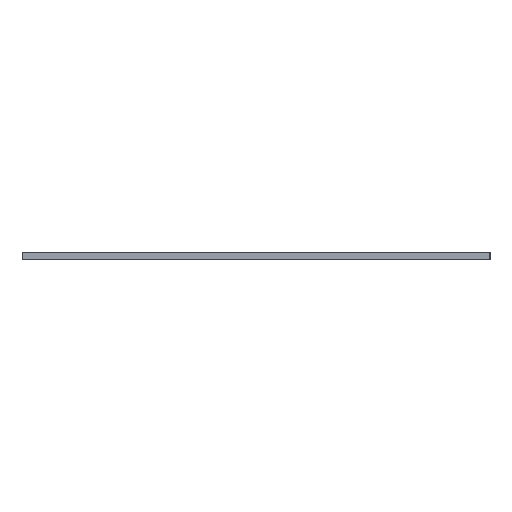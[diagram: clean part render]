
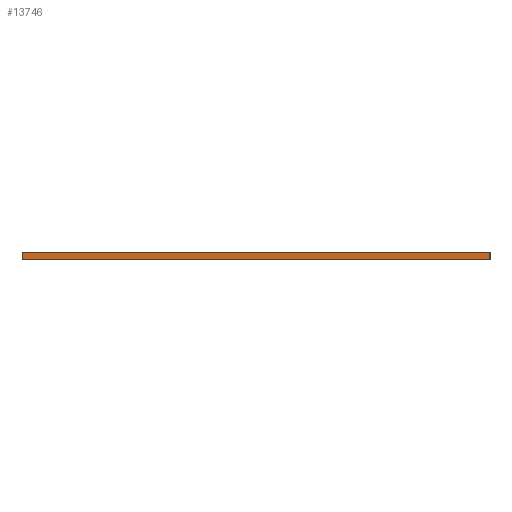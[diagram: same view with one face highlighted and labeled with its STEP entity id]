
A CAD part, left-side view. The second image highlights one B-rep face of the part: STEP entity #13746.
In plain terms, the highlighted planar face has unit normal (-1, 0, 0).
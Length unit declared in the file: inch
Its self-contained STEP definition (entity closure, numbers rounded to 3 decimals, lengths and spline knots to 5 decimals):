
#1453 = CARTESIAN_POINT ( 'NONE',  ( 2.6378, -7.3622, 0. ) ) ;
#2254 = LINE ( 'NONE', #10604, #8759 ) ;
#3254 = VECTOR ( 'NONE', #26974, 39.37008 ) ;
#3458 = PLANE ( 'NONE',  #11922 ) ;
#3593 = DIRECTION ( 'NONE',  ( 0., 0., 1. ) ) ;
#4297 = ORIENTED_EDGE ( 'NONE', *, *, #17088, .T. ) ;
#5631 = DIRECTION ( 'NONE',  ( -1., 0., 0. ) ) ;
#6436 = LINE ( 'NONE', #13171, #3254 ) ;
#6701 = CARTESIAN_POINT ( 'NONE',  ( 2.6378, -7.3622, 0.06299 ) ) ;
#7473 = ORIENTED_EDGE ( 'NONE', *, *, #27425, .T. ) ;
#8483 = LINE ( 'NONE', #10491, #18833 ) ;
#8759 = VECTOR ( 'NONE', #28317, 39.37008 ) ;
#8930 = VERTEX_POINT ( 'NONE', #19054 ) ;
#10118 = CARTESIAN_POINT ( 'NONE',  ( 2.6378, -3.4252, 0.06299 ) ) ;
#10491 = CARTESIAN_POINT ( 'NONE',  ( 2.6378, -7.3622, 0. ) ) ;
#10604 = CARTESIAN_POINT ( 'NONE',  ( 2.6378, -3.4252, 0. ) ) ;
#11922 = AXIS2_PLACEMENT_3D ( 'NONE', #1453, #5631, #3593 ) ;
#12176 = VERTEX_POINT ( 'NONE', #23760 ) ;
#13171 = CARTESIAN_POINT ( 'NONE',  ( 2.6378, -5.3937, 0. ) ) ;
#13364 = VERTEX_POINT ( 'NONE', #10118 ) ;
#13746 = ADVANCED_FACE ( 'NONE', ( #16825 ), #3458, .T. ) ;
#14929 = VERTEX_POINT ( 'NONE', #6701 ) ;
#16103 = DIRECTION ( 'NONE',  ( 0., 1., 0. ) ) ;
#16369 = EDGE_CURVE ( 'NONE', #12176, #13364, #2254, .T. ) ;
#16825 = FACE_OUTER_BOUND ( 'NONE', #19327, .T. ) ;
#17088 = EDGE_CURVE ( 'NONE', #8930, #14929, #8483, .T. ) ;
#18833 = VECTOR ( 'NONE', #23455, 39.37008 ) ;
#19054 = CARTESIAN_POINT ( 'NONE',  ( 2.6378, -7.3622, 0. ) ) ;
#19327 = EDGE_LOOP ( 'NONE', ( #24534, #23789, #4297, #7473 ) ) ;
#23455 = DIRECTION ( 'NONE',  ( 0., 0., 1. ) ) ;
#23655 = EDGE_CURVE ( 'NONE', #8930, #12176, #6436, .T. ) ;
#23760 = CARTESIAN_POINT ( 'NONE',  ( 2.6378, -3.4252, 0. ) ) ;
#23789 = ORIENTED_EDGE ( 'NONE', *, *, #23655, .F. ) ;
#24534 = ORIENTED_EDGE ( 'NONE', *, *, #16369, .F. ) ;
#26793 = CARTESIAN_POINT ( 'NONE',  ( 2.6378, -7.3622, 0.06299 ) ) ;
#26925 = LINE ( 'NONE', #26793, #28346 ) ;
#26974 = DIRECTION ( 'NONE',  ( 0., 1., 0. ) ) ;
#27425 = EDGE_CURVE ( 'NONE', #14929, #13364, #26925, .T. ) ;
#28317 = DIRECTION ( 'NONE',  ( 0., 0., 1. ) ) ;
#28346 = VECTOR ( 'NONE', #16103, 39.37008 ) ;
